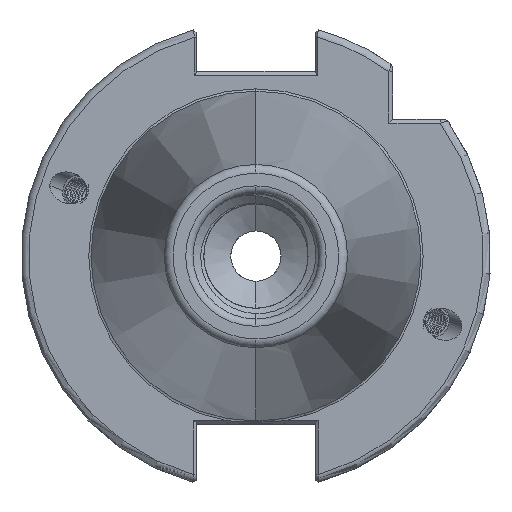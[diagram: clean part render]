
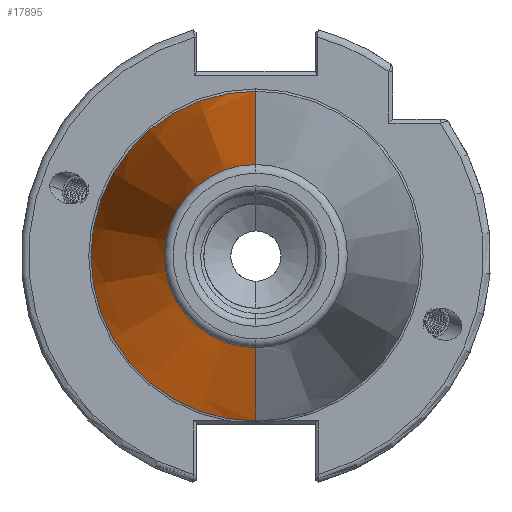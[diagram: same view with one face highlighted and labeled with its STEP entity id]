
A CAD part, left-side view. The second image highlights one B-rep face of the part: STEP entity #17895.
In plain terms, the highlighted conical face has half-angle 8.297 degrees and reference radius 22.692 mm.
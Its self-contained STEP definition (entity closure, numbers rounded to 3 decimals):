
#448 = CIRCLE ( 'NONE', #10728, 12.4 ) ;
#1390 = CARTESIAN_POINT ( 'NONE',  ( -70.573, 0., 0. ) ) ;
#1391 = DIRECTION ( 'NONE',  ( 1., 0., 0. ) ) ;
#1392 = DIRECTION ( 'NONE',  ( 0., 0., 1. ) ) ;
#1438 = CARTESIAN_POINT ( 'NONE',  ( -2.5, 0., 0. ) ) ;
#1442 = LINE ( 'NONE', #1443, #16683 ) ;
#1443 = CARTESIAN_POINT ( 'NONE',  ( 0., 0., 22.692 ) ) ;
#1444 = DIRECTION ( 'NONE',  ( 0.99, 0., 0.144 ) ) ;
#1445 = DIRECTION ( 'NONE',  ( 1., 0., 0. ) ) ;
#1446 = DIRECTION ( 'NONE',  ( 0., 0., -1. ) ) ;
#1448 = LINE ( 'NONE', #1449, #16714 ) ;
#1449 = CARTESIAN_POINT ( 'NONE',  ( 0., 0., -22.692 ) ) ;
#1450 = DIRECTION ( 'NONE',  ( 0.99, 0., -0.144 ) ) ;
#1964 = VERTEX_POINT ( 'NONE', #13577 ) ;
#1965 = VERTEX_POINT ( 'NONE', #13578 ) ;
#1974 = VERTEX_POINT ( 'NONE', #13587 ) ;
#1975 = VERTEX_POINT ( 'NONE', #13588 ) ;
#2283 = EDGE_CURVE ( 'NONE', #1965, #1964, #448, .T. ) ;
#2300 = EDGE_CURVE ( 'NONE', #1964, #1974, #1442, .T. ) ;
#2302 = EDGE_CURVE ( 'NONE', #1975, #1974, #15388, .T. ) ;
#2303 = EDGE_CURVE ( 'NONE', #1965, #1975, #1448, .T. ) ;
#3234 = EDGE_LOOP ( 'NONE', ( #18271, #18269, #18270, #18268 ) ) ;
#8076 = CARTESIAN_POINT ( 'NONE',  ( 0., 0., 0. ) ) ;
#8077 = DIRECTION ( 'NONE',  ( 1., 0., 0. ) ) ;
#8078 = DIRECTION ( 'NONE',  ( 0., 0., -1. ) ) ;
#8431 = FACE_OUTER_BOUND ( 'NONE', #3234, .T. ) ;
#8436 = AXIS2_PLACEMENT_3D ( 'NONE', #8076, #8077, #8078 ) ;
#10711 = AXIS2_PLACEMENT_3D ( 'NONE', #1438, #1445, #1446 ) ;
#10728 = AXIS2_PLACEMENT_3D ( 'NONE', #1390, #1391, #1392 ) ;
#13577 = CARTESIAN_POINT ( 'NONE',  ( -70.573, 0., 12.4 ) ) ;
#13578 = CARTESIAN_POINT ( 'NONE',  ( -70.573, 0., -12.4 ) ) ;
#13587 = CARTESIAN_POINT ( 'NONE',  ( -2.5, 0., 22.327 ) ) ;
#13588 = CARTESIAN_POINT ( 'NONE',  ( -2.5, 0., -22.327 ) ) ;
#15388 = CIRCLE ( 'NONE', #10711, 22.327 ) ;
#15581 = CONICAL_SURFACE ( 'NONE', #8436, 22.692, 0.145 ) ;
#16683 = VECTOR ( 'NONE', #1444, 1000. ) ;
#16714 = VECTOR ( 'NONE', #1450, 1000. ) ;
#17895 = ADVANCED_FACE ( 'NONE', ( #8431 ), #15581, .T. ) ;
#18268 = ORIENTED_EDGE ( 'NONE', *, *, #2303, .F. ) ;
#18269 = ORIENTED_EDGE ( 'NONE', *, *, #2300, .T. ) ;
#18270 = ORIENTED_EDGE ( 'NONE', *, *, #2302, .F. ) ;
#18271 = ORIENTED_EDGE ( 'NONE', *, *, #2283, .T. ) ;
